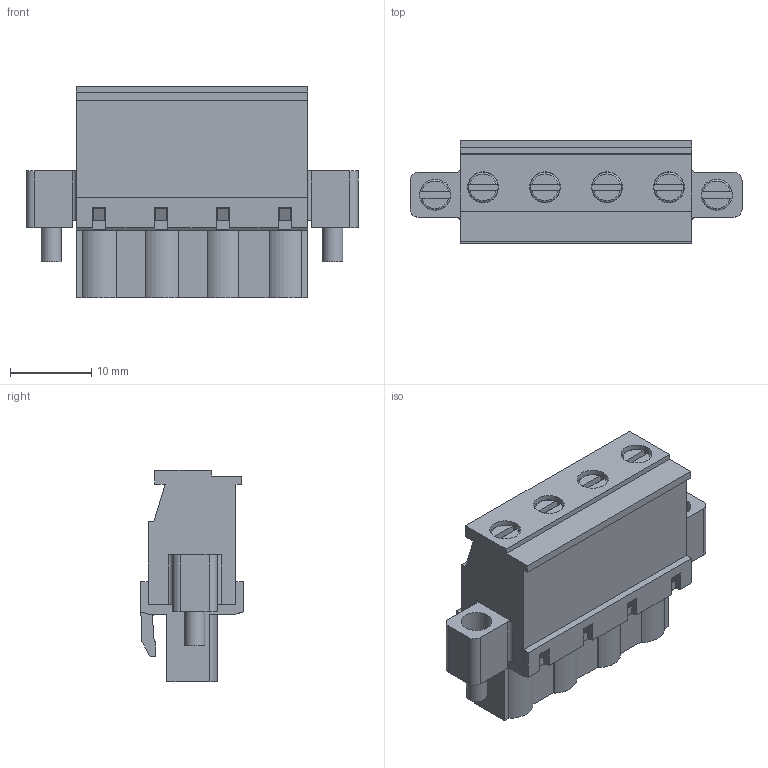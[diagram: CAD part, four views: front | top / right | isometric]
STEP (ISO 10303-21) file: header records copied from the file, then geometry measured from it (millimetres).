
FILE_DESCRIPTION( ( 'Unknown' ), '1' );
FILE_NAME( '691343410004.stp', 'Unknown', ( 'Quentin LAIDEBEUR' ), ( 'WE' ), 'PSStep 15.0.49', 'Sample-box', ' ' );
FILE_SCHEMA( ( 'AUTOMOTIVE_DESIGN { 1 0 10303 214 1 1 1 1 }' ) );
Length unit declared in the file: millimetre
Products named in the file (7): Assem1; vis cage; vis flange; Spring; cage; 691345410004; 691345410004_B
Assembly tree (16 placements, depth 2):
  Assem1
    vis cage  x4
    vis flange  x2
    Spring  x4
    cage  x4
    691345410004
    691345410004_B
Bounding box: 40.86 x 12.6 x 26 mm (x, y, z)
Volume: 4695.8 mm3; surface area: 9759.8 mm2
Topology: 16 solids, 16 shells, 789 faces, 2132 edges, 1390 vertices
Faces by surface type: plane 637, cylinder 126, torus 18, cone 8
Full cylindrical faces by diameter (mm): 1.5 x4, 2.459 x4, 2.5 x2, 2.6 x4, 2.7 x2, 3 x8, 3.7 x4, 3.8 x8
Entity records: 21560 total; most frequent: CARTESIAN_POINT 3051, ORIENTED_EDGE 2936, DIRECTION 2736, EDGE_CURVE 1468, LINE 1310, VECTOR 1310, VERTEX_POINT 980, AXIS2_PLACEMENT_3D 713
